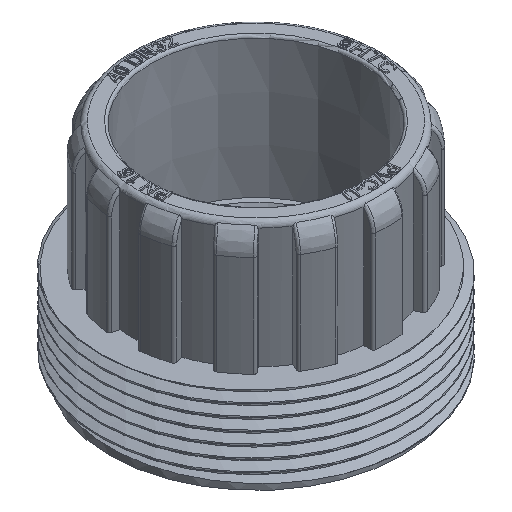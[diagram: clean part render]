
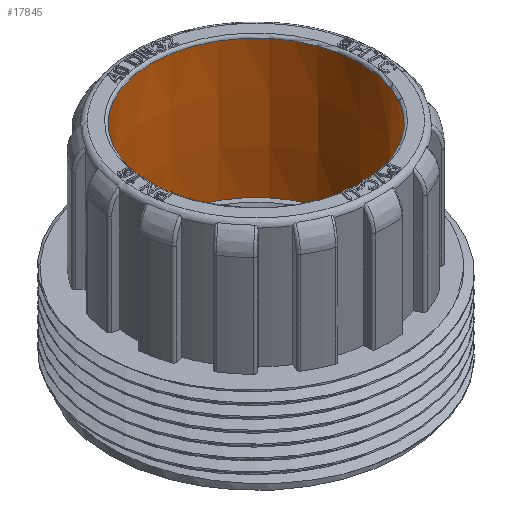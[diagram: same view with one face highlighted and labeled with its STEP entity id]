
A CAD part, isometric view. The second image highlights one B-rep face of the part: STEP entity #17845.
In plain terms, the highlighted conical face has half-angle 0.424 degrees and reference radius 20.2 mm.
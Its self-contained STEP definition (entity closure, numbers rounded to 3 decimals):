
#57=CONICAL_SURFACE('',#18850,20.2,0.007);
#907=FACE_OUTER_BOUND('',#1851,.T.);
#1851=EDGE_LOOP('',(#12974,#12975,#12976,#12977));
#2791=CIRCLE('',#18802,20.196);
#2837=CIRCLE('',#18851,20.);
#3679=LINE('',#27972,#6019);
#6019=VECTOR('',#20544,20.2);
#7870=VERTEX_POINT('',#26805);
#8413=VERTEX_POINT('',#27970);
#9668=EDGE_CURVE('',#7870,#7870,#2791,.T.);
#10231=EDGE_CURVE('',#8413,#8413,#2837,.T.);
#10232=EDGE_CURVE('',#8413,#7870,#3679,.T.);
#12974=ORIENTED_EDGE('',*,*,#10231,.T.);
#12975=ORIENTED_EDGE('',*,*,#10232,.T.);
#12976=ORIENTED_EDGE('',*,*,#9668,.T.);
#12977=ORIENTED_EDGE('',*,*,#10232,.F.);
#17845=ADVANCED_FACE('',(#907),#57,.F.);
#18802=AXIS2_PLACEMENT_3D('',#26806,#19935,#19936);
#18850=AXIS2_PLACEMENT_3D('',#27969,#20540,#20541);
#18851=AXIS2_PLACEMENT_3D('',#27971,#20542,#20543);
#19935=DIRECTION('center_axis',(0.,0.,1.));
#19936=DIRECTION('ref_axis',(-1.,0.,0.));
#20540=DIRECTION('center_axis',(0.,0.,1.));
#20541=DIRECTION('ref_axis',(-1.,0.,0.));
#20542=DIRECTION('center_axis',(0.,0.,-1.));
#20543=DIRECTION('ref_axis',(-1.,0.,0.));
#20544=DIRECTION('',(0.007,0.,1.));
#26805=CARTESIAN_POINT('',(20.196,0.,41.304));
#26806=CARTESIAN_POINT('Origin',(0.,0.,41.304));
#27969=CARTESIAN_POINT('Origin',(0.,0.,41.8));
#27970=CARTESIAN_POINT('',(20.,0.,14.8));
#27971=CARTESIAN_POINT('Origin',(0.,0.,14.8));
#27972=CARTESIAN_POINT('',(20.2,0.,41.8));
